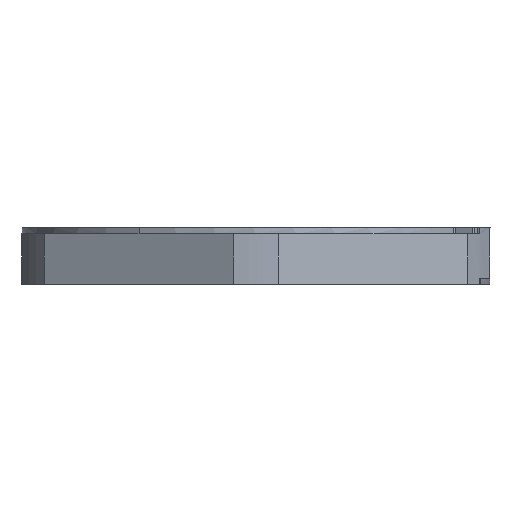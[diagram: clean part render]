
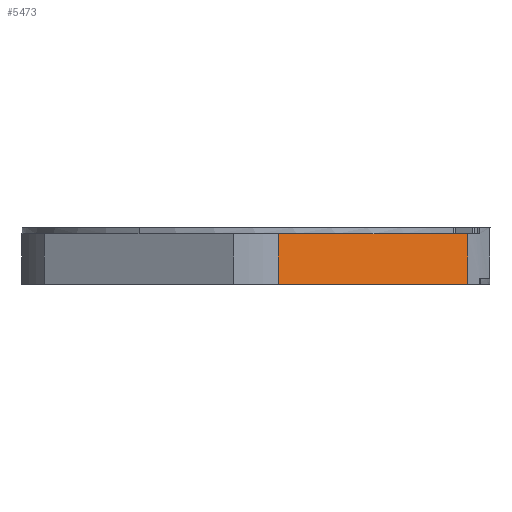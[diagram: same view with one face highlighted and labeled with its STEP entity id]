
A CAD part, front view. The second image highlights one B-rep face of the part: STEP entity #5473.
In plain terms, the highlighted planar face has unit normal (0.5, -0.866, 0).
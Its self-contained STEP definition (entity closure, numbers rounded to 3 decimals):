
#5447=AXIS2_PLACEMENT_3D('Plane Axis2P3D',#5444,#5445,#5446) ;
#2571=CARTESIAN_POINT('Vertex',(55.215,13.649,0.)) ;
#2574=CARTESIAN_POINT('Line Origine',(43.5,6.885,0.)) ;
#2578=CARTESIAN_POINT('Vertex',(31.785,0.121,0.)) ;
#4389=CARTESIAN_POINT('Vertex',(43.5,6.885,6.25)) ;
#4541=CARTESIAN_POINT('Vertex',(55.215,13.649,6.25)) ;
#4544=CARTESIAN_POINT('Line Origine',(55.215,13.649,0.)) ;
#5444=CARTESIAN_POINT('Axis2P3D Location',(55.215,13.649,0.)) ;
#5449=CARTESIAN_POINT('Line Origine',(37.642,3.503,6.25)) ;
#5453=CARTESIAN_POINT('Vertex',(31.785,0.121,6.25)) ;
#5456=CARTESIAN_POINT('Line Origine',(31.785,0.121,3.125)) ;
#5461=CARTESIAN_POINT('Line Origine',(49.358,10.267,6.25)) ;
#2575=DIRECTION('Vector Direction',(-0.866,-0.5,0.)) ;
#4545=DIRECTION('Vector Direction',(0.,0.,1.)) ;
#5445=DIRECTION('Axis2P3D Direction',(-0.5,0.866,0.)) ;
#5446=DIRECTION('Axis2P3D XDirection',(-0.866,-0.5,0.)) ;
#5450=DIRECTION('Vector Direction',(0.866,0.5,0.)) ;
#5457=DIRECTION('Vector Direction',(0.,0.,1.)) ;
#5462=DIRECTION('Vector Direction',(0.866,0.5,0.)) ;
#2576=VECTOR('Line Direction',#2575,1.) ;
#4546=VECTOR('Line Direction',#4545,1.) ;
#5451=VECTOR('Line Direction',#5450,1.) ;
#5458=VECTOR('Line Direction',#5457,1.) ;
#5463=VECTOR('Line Direction',#5462,1.) ;
#5467=ORIENTED_EDGE('',*,*,#5455,.F.) ;
#5468=ORIENTED_EDGE('',*,*,#5460,.F.) ;
#5469=ORIENTED_EDGE('',*,*,#2580,.F.) ;
#5470=ORIENTED_EDGE('',*,*,#4548,.F.) ;
#5471=ORIENTED_EDGE('',*,*,#5465,.F.) ;
#5473=ADVANCED_FACE('Vereinigen1',(#5472),#5448,.F.) ;
#2580=EDGE_CURVE('',#2572,#2579,#2577,.T.) ;
#4548=EDGE_CURVE('',#4542,#2572,#4547,.F.) ;
#5455=EDGE_CURVE('',#5454,#4390,#5452,.T.) ;
#5460=EDGE_CURVE('',#2579,#5454,#5459,.T.) ;
#5465=EDGE_CURVE('',#4390,#4542,#5464,.T.) ;
#5466=EDGE_LOOP('',(#5467,#5468,#5469,#5470,#5471)) ;
#5472=FACE_OUTER_BOUND('',#5466,.T.) ;
#2577=LINE('Line',#2574,#2576) ;
#4547=LINE('Line',#4544,#4546) ;
#5452=LINE('Line',#5449,#5451) ;
#5459=LINE('Line',#5456,#5458) ;
#5464=LINE('Line',#5461,#5463) ;
#5448=PLANE('',#5447) ;
#2572=VERTEX_POINT('',#2571) ;
#2579=VERTEX_POINT('',#2578) ;
#4390=VERTEX_POINT('',#4389) ;
#4542=VERTEX_POINT('',#4541) ;
#5454=VERTEX_POINT('',#5453) ;
